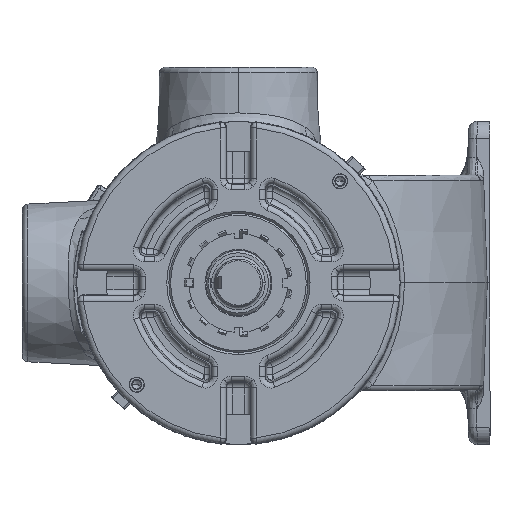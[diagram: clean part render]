
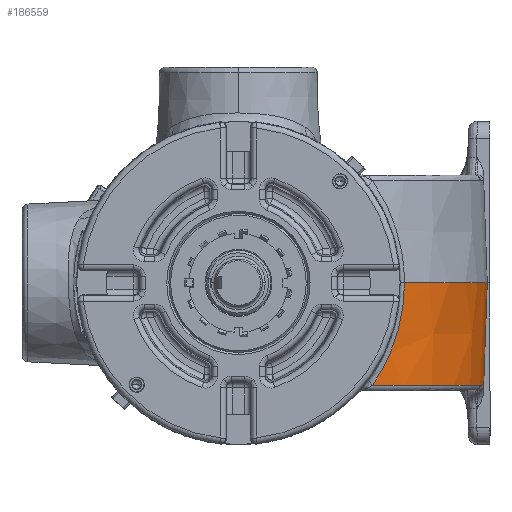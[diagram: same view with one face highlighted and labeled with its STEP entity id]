
A CAD part, left-side view. The second image highlights one B-rep face of the part: STEP entity #186559.
In plain terms, the highlighted conical face has half-angle 2 degrees and reference radius 120.65 mm.
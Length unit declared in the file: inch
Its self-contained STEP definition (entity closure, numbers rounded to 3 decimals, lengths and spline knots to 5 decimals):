
#4320 = CARTESIAN_POINT ( 'NONE',  ( -8.71644, -3.34754, -0.94905 ) ) ;
#5830 = DIRECTION ( 'NONE',  ( 1., 0., 0. ) ) ;
#9073 = ORIENTED_EDGE ( 'NONE', *, *, #28887, .T. ) ;
#11883 = CARTESIAN_POINT ( 'NONE',  ( -5., -5.19214, 0. ) ) ;
#13650 = VERTEX_POINT ( 'NONE', #140813 ) ;
#20922 = CARTESIAN_POINT ( 'NONE',  ( -8.77047, -3.26044, -1.22196 ) ) ;
#27928 = EDGE_CURVE ( 'NONE', #35530, #93027, #127346, .T. ) ;
#28887 = EDGE_CURVE ( 'NONE', #113658, #93027, #72454, .T. ) ;
#32371 = CARTESIAN_POINT ( 'NONE',  ( -8.66322, -3.46594, 0. ) ) ;
#34234 = CARTESIAN_POINT ( 'NONE',  ( -5., -5.11761, -2.13419 ) ) ;
#35530 = VERTEX_POINT ( 'NONE', #32371 ) ;
#37533 = CARTESIAN_POINT ( 'NONE',  ( -8.80063, -3.21175, -1.35533 ) ) ;
#38596 = CONICAL_SURFACE ( 'NONE', #201214, 4.75, 0.035 ) ;
#43780 = DIRECTION ( 'NONE',  ( 1., 0., 0. ) ) ;
#53425 = CARTESIAN_POINT ( 'NONE',  ( -8.66115, -3.46577, -0.04869 ) ) ;
#53699 = CARTESIAN_POINT ( 'NONE',  ( -5., -5.19214, 0. ) ) ;
#54108 = CARTESIAN_POINT ( 'NONE',  ( -8.85603, -3.12123, -1.57149 ) ) ;
#58991 = CARTESIAN_POINT ( 'NONE',  ( -5., -0.44214, 0. ) ) ;
#62928 = ORIENTED_EDGE ( 'NONE', *, *, #27928, .F. ) ;
#63945 = CARTESIAN_POINT ( 'NONE',  ( -5., -0.44214, -2.13419 ) ) ;
#70048 = CARTESIAN_POINT ( 'NONE',  ( -8.6588, -3.46065, -0.19408 ) ) ;
#70777 = CARTESIAN_POINT ( 'NONE',  ( -8.98272, -2.90431, -1.98144 ) ) ;
#72454 = LINE ( 'NONE', #53699, #111159 ) ;
#79041 = CIRCLE ( 'NONE', #88587, 4.67547 ) ;
#80545 = DIRECTION ( 'NONE',  ( 1., 0., 0. ) ) ;
#84764 = EDGE_LOOP ( 'NONE', ( #62928, #94051, #172014, #9073 ) ) ;
#86616 = CARTESIAN_POINT ( 'NONE',  ( -8.66196, -3.44626, -0.38606 ) ) ;
#88587 = AXIS2_PLACEMENT_3D ( 'NONE', #63945, #179818, #80545 ) ;
#93027 = VERTEX_POINT ( 'NONE', #11883 ) ;
#94051 = ORIENTED_EDGE ( 'NONE', *, *, #112426, .T. ) ;
#103196 = CARTESIAN_POINT ( 'NONE',  ( -8.68996, -3.39089, -0.76381 ) ) ;
#103235 = FACE_OUTER_BOUND ( 'NONE', #84764, .T. ) ;
#104696 = DIRECTION ( 'NONE',  ( 0., 0., 1. ) ) ;
#111159 = VECTOR ( 'NONE', #186114, 39.37008 ) ;
#112426 = EDGE_CURVE ( 'NONE', #35530, #13650, #142331, .T. ) ;
#113658 = VERTEX_POINT ( 'NONE', #34234 ) ;
#119829 = CARTESIAN_POINT ( 'NONE',  ( -8.76101, -3.27568, -1.17673 ) ) ;
#124769 = EDGE_CURVE ( 'NONE', #13650, #113658, #79041, .T. ) ;
#127346 = CIRCLE ( 'NONE', #129304, 4.75 ) ;
#129304 = AXIS2_PLACEMENT_3D ( 'NONE', #203917, #104696, #5830 ) ;
#136637 = CARTESIAN_POINT ( 'NONE',  ( -8.79027, -3.2285, -1.31122 ) ) ;
#140813 = CARTESIAN_POINT ( 'NONE',  ( -9.03862, -2.7979, -2.13419 ) ) ;
#142331 = B_SPLINE_CURVE_WITH_KNOTS ( 'NONE', 3,
 ( #152654, #53425, #169289, #70048, #185840, #86616, #202437, #103196, #4320, #119829, #20922, #136637, #37533, #153368, #54108, #169989, #70777, #186523 ),
 .UNSPECIFIED., .F., .F.,
 ( 4, 2, 2, 2, 2, 2, 2, 2, 4 ),
 ( 0., 0.00371, 0.00743, 0.01485, 0.02971, 0.03342, 0.03713, 0.04456, 0.05941 ),
 .UNSPECIFIED. ) ;
#152654 = CARTESIAN_POINT ( 'NONE',  ( -8.66322, -3.46594, 0. ) ) ;
#153368 = CARTESIAN_POINT ( 'NONE',  ( -8.8329, -3.15925, -1.48621 ) ) ;
#169289 = CARTESIAN_POINT ( 'NONE',  ( -8.65985, -3.46467, -0.09734 ) ) ;
#169989 = CARTESIAN_POINT ( 'NONE',  ( -8.9291, -2.9982, -1.82184 ) ) ;
#172014 = ORIENTED_EDGE ( 'NONE', *, *, #124769, .T. ) ;
#175563 = DIRECTION ( 'NONE',  ( 0., 0., 1. ) ) ;
#179818 = DIRECTION ( 'NONE',  ( 0., 0., 1. ) ) ;
#185840 = CARTESIAN_POINT ( 'NONE',  ( -8.65903, -3.45772, -0.24223 ) ) ;
#186114 = DIRECTION ( 'NONE',  ( 0., -0.035, 0.999 ) ) ;
#186523 = CARTESIAN_POINT ( 'NONE',  ( -9.03862, -2.7979, -2.13419 ) ) ;
#186559 = ADVANCED_FACE ( 'NONE', ( #103235 ), #38596, .T. ) ;
#201214 = AXIS2_PLACEMENT_3D ( 'NONE', #58991, #175563, #43780 ) ;
#202437 = CARTESIAN_POINT ( 'NONE',  ( -8.66688, -3.43504, -0.4811 ) ) ;
#203917 = CARTESIAN_POINT ( 'NONE',  ( -5., -0.44214, 0. ) ) ;
